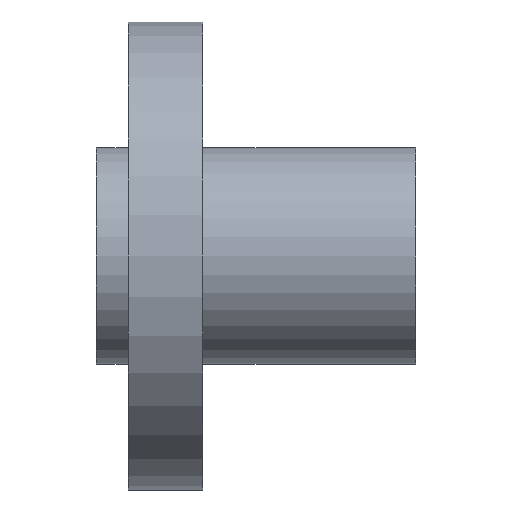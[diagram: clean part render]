
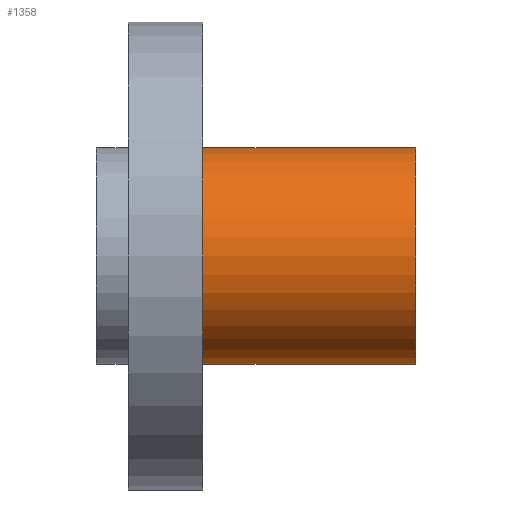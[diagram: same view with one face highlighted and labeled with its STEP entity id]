
A CAD part, left-side view. The second image highlights one B-rep face of the part: STEP entity #1358.
In plain terms, the highlighted cylindrical face has radius 5.1 mm (diameter 10.2 mm), a partial arc.
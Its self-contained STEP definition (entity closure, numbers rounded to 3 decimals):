
#123 = PLANE('',#124);
#124 = AXIS2_PLACEMENT_3D('',#125,#126,#127);
#125 = CARTESIAN_POINT('',(0.,0.,0.));
#126 = DIRECTION('',(0.,1.,0.));
#127 = DIRECTION('',(0.,-0.,1.));
#476 = VERTEX_POINT('',#477);
#477 = CARTESIAN_POINT('',(0.,-10.,-5.1));
#478 = VERTEX_POINT('',#479);
#479 = CARTESIAN_POINT('',(0.,-10.,5.1));
#487 = CYLINDRICAL_SURFACE('',#488,5.1);
#488 = AXIS2_PLACEMENT_3D('',#489,#490,#491);
#489 = CARTESIAN_POINT('',(0.,-10.,0.));
#490 = DIRECTION('',(-0.,1.,-0.));
#491 = DIRECTION('',(0.,0.,1.));
#499 = PLANE('',#500);
#500 = AXIS2_PLACEMENT_3D('',#501,#502,#503);
#501 = CARTESIAN_POINT('',(0.,-10.,0.));
#502 = DIRECTION('',(0.,-1.,0.));
#503 = DIRECTION('',(0.,-0.,-1.));
#511 = EDGE_CURVE('',#476,#512,#514,.T.);
#512 = VERTEX_POINT('',#513);
#513 = CARTESIAN_POINT('',(0.,0.,-5.1));
#514 = SURFACE_CURVE('',#515,(#519,#526),.PCURVE_S1.);
#515 = LINE('',#516,#517);
#516 = CARTESIAN_POINT('',(0.,-10.,-5.1));
#517 = VECTOR('',#518,1.);
#518 = DIRECTION('',(-0.,1.,-0.));
#519 = PCURVE('',#487,#520);
#520 = DEFINITIONAL_REPRESENTATION('',(#521),#525);
#521 = LINE('',#522,#523);
#522 = CARTESIAN_POINT('',(3.142,0.));
#523 = VECTOR('',#524,1.);
#524 = DIRECTION('',(0.,1.));
#525 = ( GEOMETRIC_REPRESENTATION_CONTEXT(2) 
PARAMETRIC_REPRESENTATION_CONTEXT() REPRESENTATION_CONTEXT('2D SPACE',''
  ) );
#526 = PCURVE('',#527,#532);
#527 = CYLINDRICAL_SURFACE('',#528,5.1);
#528 = AXIS2_PLACEMENT_3D('',#529,#530,#531);
#529 = CARTESIAN_POINT('',(0.,-10.,0.));
#530 = DIRECTION('',(-0.,1.,-0.));
#531 = DIRECTION('',(0.,0.,1.));
#532 = DEFINITIONAL_REPRESENTATION('',(#533),#537);
#533 = LINE('',#534,#535);
#534 = CARTESIAN_POINT('',(3.142,0.));
#535 = VECTOR('',#536,1.);
#536 = DIRECTION('',(0.,1.));
#537 = ( GEOMETRIC_REPRESENTATION_CONTEXT(2) 
PARAMETRIC_REPRESENTATION_CONTEXT() REPRESENTATION_CONTEXT('2D SPACE',''
  ) );
#540 = VERTEX_POINT('',#541);
#541 = CARTESIAN_POINT('',(0.,0.,5.1));
#567 = EDGE_CURVE('',#478,#540,#568,.T.);
#568 = SURFACE_CURVE('',#569,(#573,#580),.PCURVE_S1.);
#569 = LINE('',#570,#571);
#570 = CARTESIAN_POINT('',(0.,-10.,5.1));
#571 = VECTOR('',#572,1.);
#572 = DIRECTION('',(-0.,1.,-0.));
#573 = PCURVE('',#487,#574);
#574 = DEFINITIONAL_REPRESENTATION('',(#575),#579);
#575 = LINE('',#576,#577);
#576 = CARTESIAN_POINT('',(0.,0.));
#577 = VECTOR('',#578,1.);
#578 = DIRECTION('',(0.,1.));
#579 = ( GEOMETRIC_REPRESENTATION_CONTEXT(2) 
PARAMETRIC_REPRESENTATION_CONTEXT() REPRESENTATION_CONTEXT('2D SPACE',''
  ) );
#580 = PCURVE('',#527,#581);
#581 = DEFINITIONAL_REPRESENTATION('',(#582),#586);
#582 = LINE('',#583,#584);
#583 = CARTESIAN_POINT('',(6.283,0.));
#584 = VECTOR('',#585,1.);
#585 = DIRECTION('',(0.,1.));
#586 = ( GEOMETRIC_REPRESENTATION_CONTEXT(2) 
PARAMETRIC_REPRESENTATION_CONTEXT() REPRESENTATION_CONTEXT('2D SPACE',''
  ) );
#1058 = EDGE_CURVE('',#540,#512,#1059,.T.);
#1059 = SURFACE_CURVE('',#1060,(#1065,#1076),.PCURVE_S1.);
#1060 = CIRCLE('',#1061,5.1);
#1061 = AXIS2_PLACEMENT_3D('',#1062,#1063,#1064);
#1062 = CARTESIAN_POINT('',(0.,0.,0.));
#1063 = DIRECTION('',(0.,-1.,0.));
#1064 = DIRECTION('',(0.,0.,1.));
#1065 = PCURVE('',#123,#1066);
#1066 = DEFINITIONAL_REPRESENTATION('',(#1067),#1075);
#1067 = ( BOUNDED_CURVE() B_SPLINE_CURVE(2,(#1068,#1069,#1070,#1071,
#1072,#1073,#1074),.UNSPECIFIED.,.T.,.F.) B_SPLINE_CURVE_WITH_KNOTS((1,2
    ,2,2,2,1),(-2.094,0.,2.094,4.189,
6.283,8.378),.UNSPECIFIED.) CURVE() 
GEOMETRIC_REPRESENTATION_ITEM() RATIONAL_B_SPLINE_CURVE((1.,0.5,1.,0.5,
1.,0.5,1.)) REPRESENTATION_ITEM('') );
#1068 = CARTESIAN_POINT('',(5.1,0.));
#1069 = CARTESIAN_POINT('',(5.1,-8.833));
#1070 = CARTESIAN_POINT('',(-2.55,-4.417));
#1071 = CARTESIAN_POINT('',(-10.2,0.));
#1072 = CARTESIAN_POINT('',(-2.55,4.417));
#1073 = CARTESIAN_POINT('',(5.1,8.833));
#1074 = CARTESIAN_POINT('',(5.1,0.));
#1075 = ( GEOMETRIC_REPRESENTATION_CONTEXT(2) 
PARAMETRIC_REPRESENTATION_CONTEXT() REPRESENTATION_CONTEXT('2D SPACE',''
  ) );
#1076 = PCURVE('',#527,#1077);
#1077 = DEFINITIONAL_REPRESENTATION('',(#1078),#1082);
#1078 = LINE('',#1079,#1080);
#1079 = CARTESIAN_POINT('',(6.283,10.));
#1080 = VECTOR('',#1081,1.);
#1081 = DIRECTION('',(-1.,0.));
#1082 = ( GEOMETRIC_REPRESENTATION_CONTEXT(2) 
PARAMETRIC_REPRESENTATION_CONTEXT() REPRESENTATION_CONTEXT('2D SPACE',''
  ) );
#1332 = EDGE_CURVE('',#478,#476,#1333,.T.);
#1333 = SURFACE_CURVE('',#1334,(#1339,#1346),.PCURVE_S1.);
#1334 = CIRCLE('',#1335,5.1);
#1335 = AXIS2_PLACEMENT_3D('',#1336,#1337,#1338);
#1336 = CARTESIAN_POINT('',(0.,-10.,0.));
#1337 = DIRECTION('',(0.,-1.,0.));
#1338 = DIRECTION('',(0.,0.,-1.));
#1339 = PCURVE('',#499,#1340);
#1340 = DEFINITIONAL_REPRESENTATION('',(#1341),#1345);
#1341 = CIRCLE('',#1342,5.1);
#1342 = AXIS2_PLACEMENT_2D('',#1343,#1344);
#1343 = CARTESIAN_POINT('',(0.,0.));
#1344 = DIRECTION('',(1.,0.));
#1345 = ( GEOMETRIC_REPRESENTATION_CONTEXT(2) 
PARAMETRIC_REPRESENTATION_CONTEXT() REPRESENTATION_CONTEXT('2D SPACE',''
  ) );
#1346 = PCURVE('',#527,#1347);
#1347 = DEFINITIONAL_REPRESENTATION('',(#1348),#1352);
#1348 = LINE('',#1349,#1350);
#1349 = CARTESIAN_POINT('',(9.425,0.));
#1350 = VECTOR('',#1351,1.);
#1351 = DIRECTION('',(-1.,0.));
#1352 = ( GEOMETRIC_REPRESENTATION_CONTEXT(2) 
PARAMETRIC_REPRESENTATION_CONTEXT() REPRESENTATION_CONTEXT('2D SPACE',''
  ) );
#1358 = ADVANCED_FACE('',(#1359),#527,.T.);
#1359 = FACE_BOUND('',#1360,.T.);
#1360 = EDGE_LOOP('',(#1361,#1362,#1363,#1364));
#1361 = ORIENTED_EDGE('',*,*,#511,.F.);
#1362 = ORIENTED_EDGE('',*,*,#1332,.F.);
#1363 = ORIENTED_EDGE('',*,*,#567,.T.);
#1364 = ORIENTED_EDGE('',*,*,#1058,.T.);
